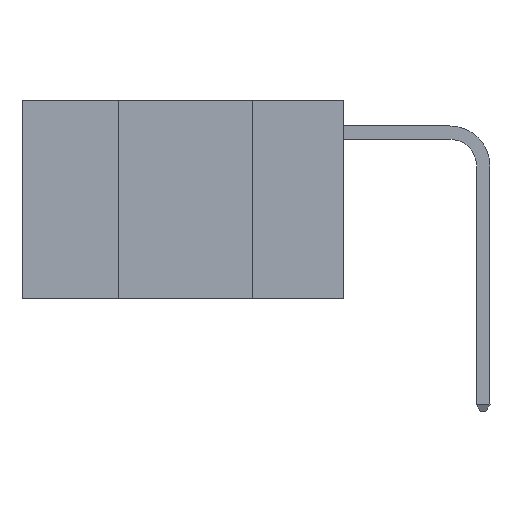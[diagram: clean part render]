
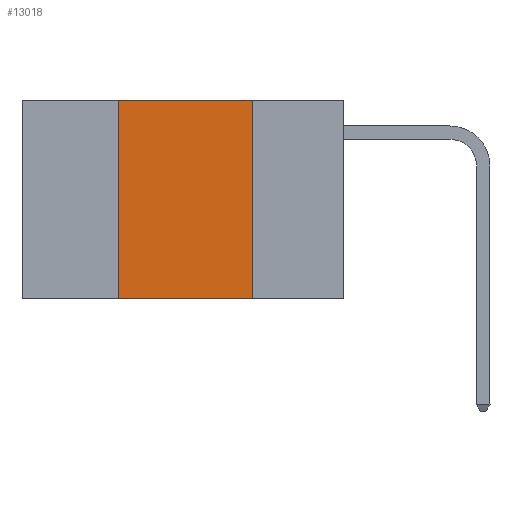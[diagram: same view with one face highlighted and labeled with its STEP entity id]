
A CAD part, left-side view. The second image highlights one B-rep face of the part: STEP entity #13018.
In plain terms, the highlighted planar face has unit normal (-1, 0, 0).
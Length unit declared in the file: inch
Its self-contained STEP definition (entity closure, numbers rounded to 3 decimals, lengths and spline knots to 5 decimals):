
#980 = VECTOR ( 'NONE', #2696, 39.37008 ) ;
#1116 = EDGE_CURVE ( 'NONE', #6071, #17106, #1930, .T. ) ;
#1591 = PLANE ( 'NONE',  #16202 ) ;
#1930 = LINE ( 'NONE', #9969, #980 ) ;
#2129 = EDGE_CURVE ( 'NONE', #7110, #6395, #2904, .T. ) ;
#2516 = ORIENTED_EDGE ( 'NONE', *, *, #4081, .F. ) ;
#2608 = LINE ( 'NONE', #11122, #11084 ) ;
#2696 = DIRECTION ( 'NONE',  ( 0., 0., 1. ) ) ;
#2904 = LINE ( 'NONE', #15176, #18367 ) ;
#3137 = CARTESIAN_POINT ( 'NONE',  ( 0., 0.6, 0. ) ) ;
#4081 = EDGE_CURVE ( 'NONE', #17106, #7110, #4783, .T. ) ;
#4783 = LINE ( 'NONE', #9519, #16240 ) ;
#6071 = VERTEX_POINT ( 'NONE', #9754 ) ;
#6167 = DIRECTION ( 'NONE',  ( 1., 0., 0. ) ) ;
#6230 = CARTESIAN_POINT ( 'NONE',  ( 0., 0.17, 0. ) ) ;
#6395 = VERTEX_POINT ( 'NONE', #7449 ) ;
#7110 = VERTEX_POINT ( 'NONE', #6230 ) ;
#7449 = CARTESIAN_POINT ( 'NONE',  ( 0., 0.17, -0.37 ) ) ;
#9319 = DIRECTION ( 'NONE',  ( 0., -1., 0. ) ) ;
#9519 = CARTESIAN_POINT ( 'NONE',  ( 0., 0.6, 0. ) ) ;
#9754 = CARTESIAN_POINT ( 'NONE',  ( 0., 0.42, -0.37 ) ) ;
#9969 = CARTESIAN_POINT ( 'NONE',  ( 0., 0.42, 0. ) ) ;
#10436 = EDGE_LOOP ( 'NONE', ( #13996, #2516, #10548, #18476 ) ) ;
#10548 = ORIENTED_EDGE ( 'NONE', *, *, #1116, .F. ) ;
#11084 = VECTOR ( 'NONE', #15530, 39.37008 ) ;
#11122 = CARTESIAN_POINT ( 'NONE',  ( 0., 0.6, -0.37 ) ) ;
#11533 = CARTESIAN_POINT ( 'NONE',  ( 0., 0.42, 0. ) ) ;
#13018 = ADVANCED_FACE ( 'NONE', ( #13601 ), #1591, .F. ) ;
#13601 = FACE_OUTER_BOUND ( 'NONE', #10436, .T. ) ;
#13996 = ORIENTED_EDGE ( 'NONE', *, *, #2129, .F. ) ;
#14687 = DIRECTION ( 'NONE',  ( 0., 0., -1. ) ) ;
#15176 = CARTESIAN_POINT ( 'NONE',  ( 0., 0.17, 0. ) ) ;
#15530 = DIRECTION ( 'NONE',  ( 0., -1., 0. ) ) ;
#16202 = AXIS2_PLACEMENT_3D ( 'NONE', #3137, #6167, #16608 ) ;
#16240 = VECTOR ( 'NONE', #9319, 39.37008 ) ;
#16608 = DIRECTION ( 'NONE',  ( 0., 0., -1. ) ) ;
#17106 = VERTEX_POINT ( 'NONE', #11533 ) ;
#17591 = EDGE_CURVE ( 'NONE', #6071, #6395, #2608, .T. ) ;
#18367 = VECTOR ( 'NONE', #14687, 39.37008 ) ;
#18476 = ORIENTED_EDGE ( 'NONE', *, *, #17591, .T. ) ;
